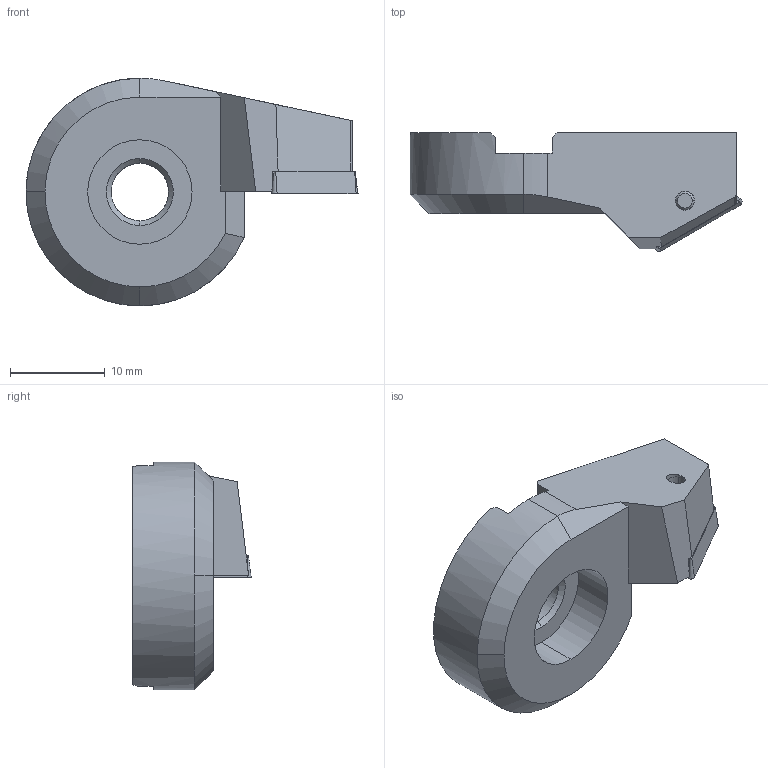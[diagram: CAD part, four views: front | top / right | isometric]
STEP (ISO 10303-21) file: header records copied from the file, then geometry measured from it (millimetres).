
FILE_DESCRIPTION(('no description'),'unknown implementation level');
FILE_NAME('3A93733A-8684-4F09-BAF0-8863CD7BD0BB_export.stp',' ',('CIMSOURCE GmbH'),('CADClick - KiM GmbH - www.kimweb.de'),'unknown preprocess','ACIS','unknown authorization');
FILE_SCHEMA(('automotive_design'));
Length unit declared in the file: millimetre
Products named in the file (3): 626.472 Kaiser ENH7 TC11 30�|694.122 Kaiser ETL M2.5x6.5 T7 IP 10S_309.301;Kreismuster1; 626.472 Kaiser ENH7 TC11 30�|655.383 Kaiser TCGT 110204 K10C;Kombinieren1; 626.472 Kaiser ENH7 TC11 30�|626.472 Kaiser ENH7 TC11 30�;Schnitt-Linear austragen10
Bounding box: 34.99 x 12.48 x 24 mm (x, y, z)
Volume: 4007.5 mm3; surface area: 2407.3 mm2
Topology: 3 solids, 3 shells, 106 faces, 266 edges, 169 vertices
Faces by surface type: cylinder 39, plane 39, cone 24, torus 4
Entity records: 6310 total; most frequent: DIRECTION 594, CARTESIAN_POINT 584, STYLED_ITEM 544, PRESENTATION_STYLE_ASSIGNMENT 544, COLOUR_RGB 544, ORIENTED_EDGE 532, EDGE_CURVE 266, CURVE_STYLE 266
